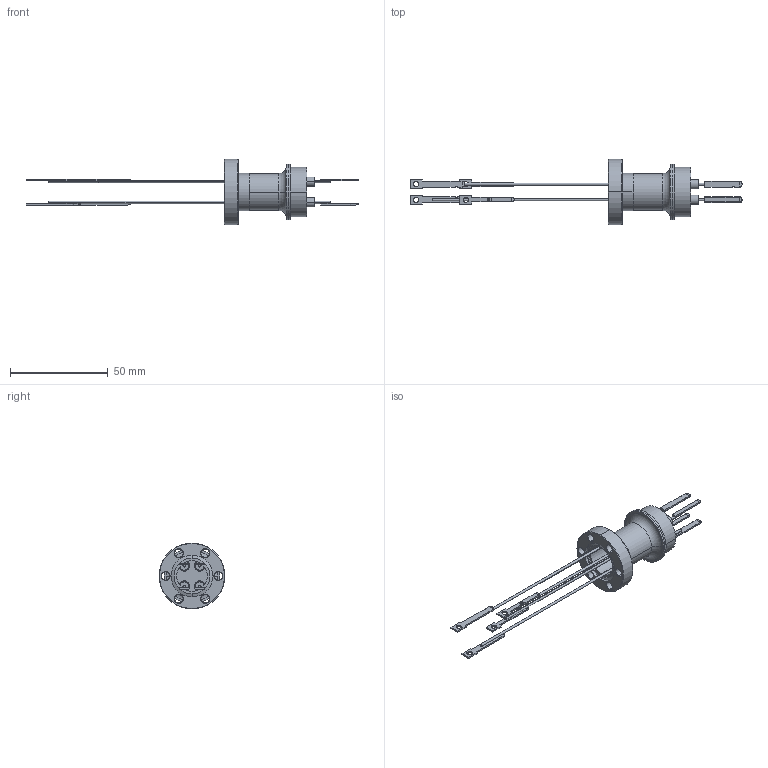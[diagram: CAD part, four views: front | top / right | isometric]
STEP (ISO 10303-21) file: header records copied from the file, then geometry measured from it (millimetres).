
FILE_DESCRIPTION (( 'STEP AP203' ), '1' );
FILE_NAME ('9312009.STEP', '2009-01-13T15:35:43', ( 'MIS' ), ( 'ISI INSULATORSEAL' ), 'SwSTEP 2.0', 'SolidWorks 2008', '' );
FILE_SCHEMA (( 'CONFIG_CONTROL_DESIGN' ));
Length unit declared in the file: inch
Products named in the file (16): 0231401H; 0079101Gfor0231401H; 0024501R; 0297904M; 0054101G; 0054702D; 0297601M; 9312009; F133075; 0024601L; 0079001E; 0297903M; 0054304B; 0054104B; 0079102B; 0054301M
Assembly tree (27 placements, depth 5):
  9312009
    F133075
    0054702D
      0054101G  x2
      0054304B  x2
      0054301M  x2
      0079102B
      0054104B  x2
      0297601M
        0297904M  x2
        0024601L  x4
        0024501R  x4
        0297903M  x2
        0231401H
          0079001E
          0079101Gfor0231401H
Bounding box: 170.15 x 33.78 x 33.78 mm (x, y, z)
Volume: 9505.5 mm3; surface area: 14799.4 mm2
Topology: 24 solids, 24 shells, 658 faces, 1634 edges, 1050 vertices
Faces by surface type: plane 414, cylinder 144, cone 88, torus 12
Entity records: 12560 total; most frequent: CARTESIAN_POINT 1865, DIRECTION 1844, ORIENTED_EDGE 1744, EDGE_CURVE 872, VECTOR 638, LINE 638, AXIS2_PLACEMENT_3D 603, VERTEX_POINT 560
